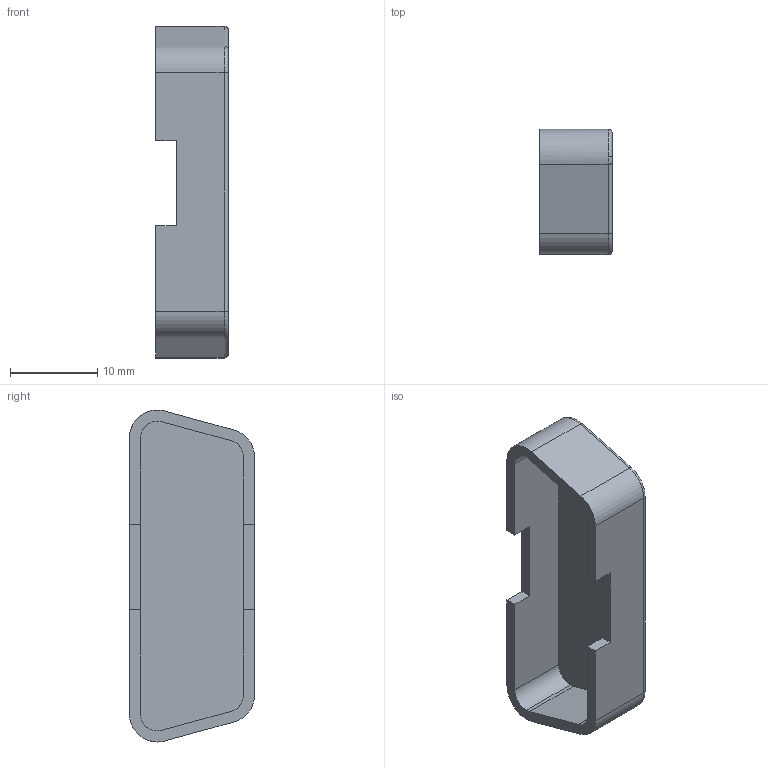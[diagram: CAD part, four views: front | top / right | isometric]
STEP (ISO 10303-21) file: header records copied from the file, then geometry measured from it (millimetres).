
FILE_DESCRIPTION (( 'STEP AP214' ), '1' );
FILE_NAME ('GPIBDC-F.STEP', '2020-12-22T15:11:01', ( '' ), ( '' ), 'SwSTEP 2.0', 'SolidWorks 2018', '' );
FILE_SCHEMA (( 'AUTOMOTIVE_DESIGN' ));
Length unit declared in the file: inch
Products named in the file (1): GPIBDC-F
Bounding box: 8.38 x 14.35 x 38.16 mm (x, y, z)
Volume: 1398.2 mm3; surface area: 2365.3 mm2
Topology: 1 solids, 1 shells, 132 faces, 355 edges, 234 vertices
Faces by surface type: plane 81, bspline 24, cylinder 22, torus 5
Entity records: 4270 total; most frequent: CARTESIAN_POINT 1034, ORIENTED_EDGE 710, DIRECTION 576, EDGE_CURVE 355, LINE 256, VECTOR 256, VERTEX_POINT 234, AXIS2_PLACEMENT_3D 160
